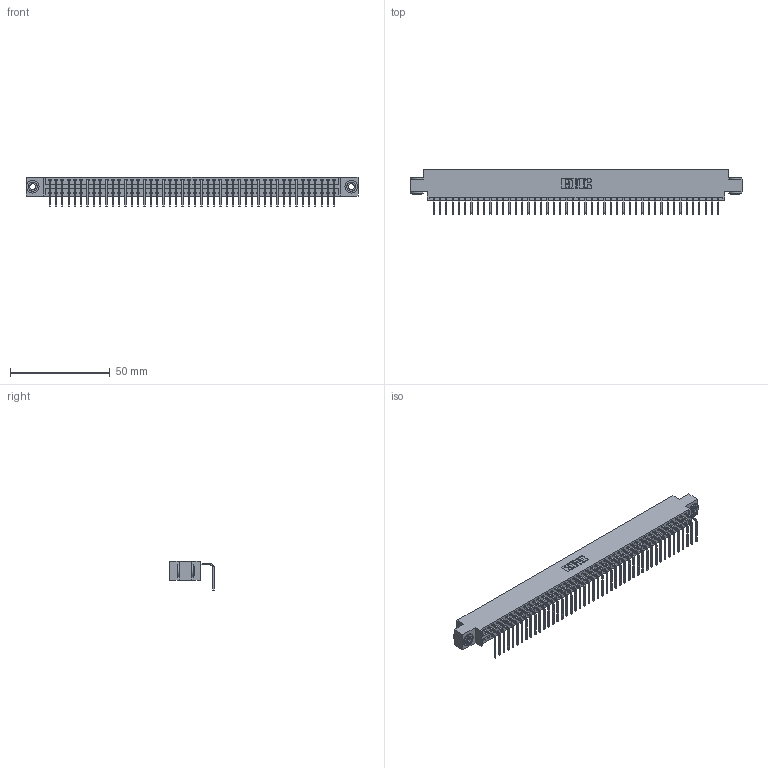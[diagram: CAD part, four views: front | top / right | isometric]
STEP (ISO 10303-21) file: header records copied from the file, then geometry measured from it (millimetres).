
FILE_DESCRIPTION (( 'STEP AP203' ), '1' );
FILE_NAME ('346-046-558-603.STEP', '2018-08-25T06:34:01', ( '' ), ( '' ), 'SwSTEP 2.0', 'SolidWorks 2016', '' );
FILE_SCHEMA (( 'CONFIG_CONTROL_DESIGN' ));
Length unit declared in the file: inch
Products named in the file (4): 345-292-001_558 Tail - 2; 345-250-002_345-250-002-102; 346-046-558-603; 346 Part_0.170 Offset - 0.156 Dia-TH
Assembly tree (49 placements, depth 2):
  346-046-558-603
    346 Part_0.170 Offset - 0.156 Dia-TH
    345-292-001_558 Tail - 2  x46
    345-250-002_345-250-002-102  x2
Bounding box: 166.62 x 22.16 x 14.73 mm (x, y, z)
Volume: 15995.2 mm3; surface area: 21328.9 mm2
Topology: 49 solids, 49 shells, 2924 faces, 8789 edges, 5794 vertices
Faces by surface type: plane 2022, cylinder 894, cone 8
Entity records: 28876 total; most frequent: CARTESIAN_POINT 4929, ORIENTED_EDGE 4902, DIRECTION 4373, EDGE_CURVE 2451, LINE 2111, VECTOR 2111, VERTEX_POINT 1630, AXIS2_PLACEMENT_3D 1131
